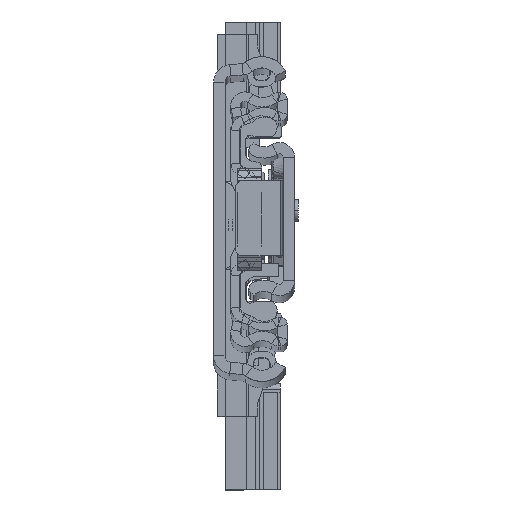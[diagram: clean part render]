
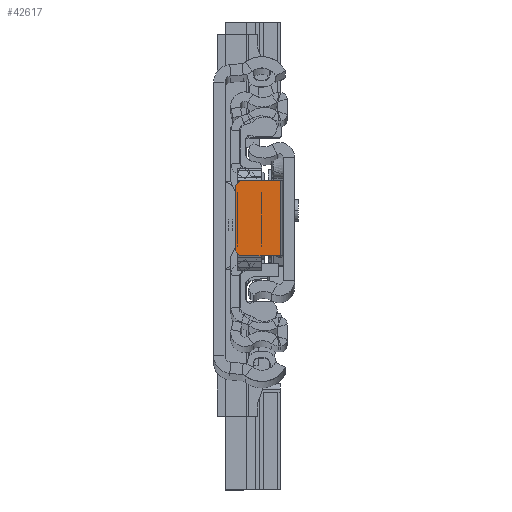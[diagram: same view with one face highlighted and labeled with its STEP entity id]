
A CAD part, top view. The second image highlights one B-rep face of the part: STEP entity #42617.
In plain terms, the highlighted planar face has unit normal (0, 0, 1).
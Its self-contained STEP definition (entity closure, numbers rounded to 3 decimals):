
#587 = CARTESIAN_POINT ( 'NONE',  ( -9.4, -5.849, -6.8 ) ) ;
#729 = CARTESIAN_POINT ( 'NONE',  ( -2.3, 6.151, -6.8 ) ) ;
#1784 = AXIS2_PLACEMENT_3D ( 'NONE', #16046, #9023, #39384 ) ;
#1902 = VERTEX_POINT ( 'NONE', #1977 ) ;
#1977 = CARTESIAN_POINT ( 'NONE',  ( -2.3, -5.849, -6.8 ) ) ;
#2728 = PLANE ( 'NONE',  #1784 ) ;
#3816 = DIRECTION ( 'NONE',  ( 1., 0., 0. ) ) ;
#4092 = VERTEX_POINT ( 'NONE', #34649 ) ;
#5378 = ORIENTED_EDGE ( 'NONE', *, *, #14726, .F. ) ;
#7949 = DIRECTION ( 'NONE',  ( 1., 0., 0. ) ) ;
#9023 = DIRECTION ( 'NONE',  ( 0., 0., 1. ) ) ;
#9461 = CARTESIAN_POINT ( 'NONE',  ( -8.4, -4.849, -6.8 ) ) ;
#11145 = VECTOR ( 'NONE', #3816, 1000. ) ;
#11570 = CARTESIAN_POINT ( 'NONE',  ( -9.4, 6.151, -6.8 ) ) ;
#11779 = VECTOR ( 'NONE', #40482, 1000. ) ;
#12573 = EDGE_CURVE ( 'NONE', #4092, #25425, #34675, .T. ) ;
#13005 = ORIENTED_EDGE ( 'NONE', *, *, #33128, .F. ) ;
#13011 = CARTESIAN_POINT ( 'NONE',  ( -1.8, 6.151, -6.8 ) ) ;
#13043 = DIRECTION ( 'NONE',  ( -1., 0., 0. ) ) ;
#14551 = CARTESIAN_POINT ( 'NONE',  ( -9.4, 5.151, -6.8 ) ) ;
#14726 = EDGE_CURVE ( 'NONE', #1902, #25425, #23524, .T. ) ;
#15153 = AXIS2_PLACEMENT_3D ( 'NONE', #30883, #34405, #7949 ) ;
#16046 = CARTESIAN_POINT ( 'NONE',  ( 0., 0., -6.8 ) ) ;
#17229 = ORIENTED_EDGE ( 'NONE', *, *, #12573, .T. ) ;
#18640 = EDGE_LOOP ( 'NONE', ( #19603, #17229, #5378, #13005, #28659, #27584 ) ) ;
#19603 = ORIENTED_EDGE ( 'NONE', *, *, #40216, .F. ) ;
#20203 = LINE ( 'NONE', #13011, #11145 ) ;
#20861 = VERTEX_POINT ( 'NONE', #32208 ) ;
#22807 = DIRECTION ( 'NONE',  ( 0., 0., 1. ) ) ;
#23524 = LINE ( 'NONE', #587, #36889 ) ;
#25313 = CARTESIAN_POINT ( 'NONE',  ( -8.4, 6.151, -6.8 ) ) ;
#25425 = VERTEX_POINT ( 'NONE', #39230 ) ;
#26424 = VERTEX_POINT ( 'NONE', #25313 ) ;
#27584 = ORIENTED_EDGE ( 'NONE', *, *, #29043, .T. ) ;
#28659 = ORIENTED_EDGE ( 'NONE', *, *, #34729, .F. ) ;
#28877 = DIRECTION ( 'NONE',  ( 1., 0., 0. ) ) ;
#29043 = EDGE_CURVE ( 'NONE', #26424, #41140, #30498, .T. ) ;
#30498 = CIRCLE ( 'NONE', #15153, 1. ) ;
#30883 = CARTESIAN_POINT ( 'NONE',  ( -8.4, 5.151, -6.8 ) ) ;
#31635 = DIRECTION ( 'NONE',  ( 0., 1., 0. ) ) ;
#32208 = CARTESIAN_POINT ( 'NONE',  ( -2.3, 6.151, -6.8 ) ) ;
#33128 = EDGE_CURVE ( 'NONE', #20861, #1902, #36748, .T. ) ;
#34405 = DIRECTION ( 'NONE',  ( 0., 0., 1. ) ) ;
#34649 = CARTESIAN_POINT ( 'NONE',  ( -9.4, -4.849, -6.8 ) ) ;
#34675 = CIRCLE ( 'NONE', #40248, 1. ) ;
#34729 = EDGE_CURVE ( 'NONE', #26424, #20861, #20203, .T. ) ;
#35138 = LINE ( 'NONE', #11570, #41412 ) ;
#36748 = LINE ( 'NONE', #729, #11779 ) ;
#36889 = VECTOR ( 'NONE', #13043, 1000. ) ;
#38948 = FACE_OUTER_BOUND ( 'NONE', #18640, .T. ) ;
#39230 = CARTESIAN_POINT ( 'NONE',  ( -8.4, -5.849, -6.8 ) ) ;
#39384 = DIRECTION ( 'NONE',  ( 1., 0., 0. ) ) ;
#40216 = EDGE_CURVE ( 'NONE', #4092, #41140, #35138, .T. ) ;
#40248 = AXIS2_PLACEMENT_3D ( 'NONE', #9461, #22807, #28877 ) ;
#40482 = DIRECTION ( 'NONE',  ( 0., -1., 0. ) ) ;
#41140 = VERTEX_POINT ( 'NONE', #14551 ) ;
#41412 = VECTOR ( 'NONE', #31635, 1000. ) ;
#42617 = ADVANCED_FACE ( 'NONE', ( #38948 ), #2728, .T. ) ;
